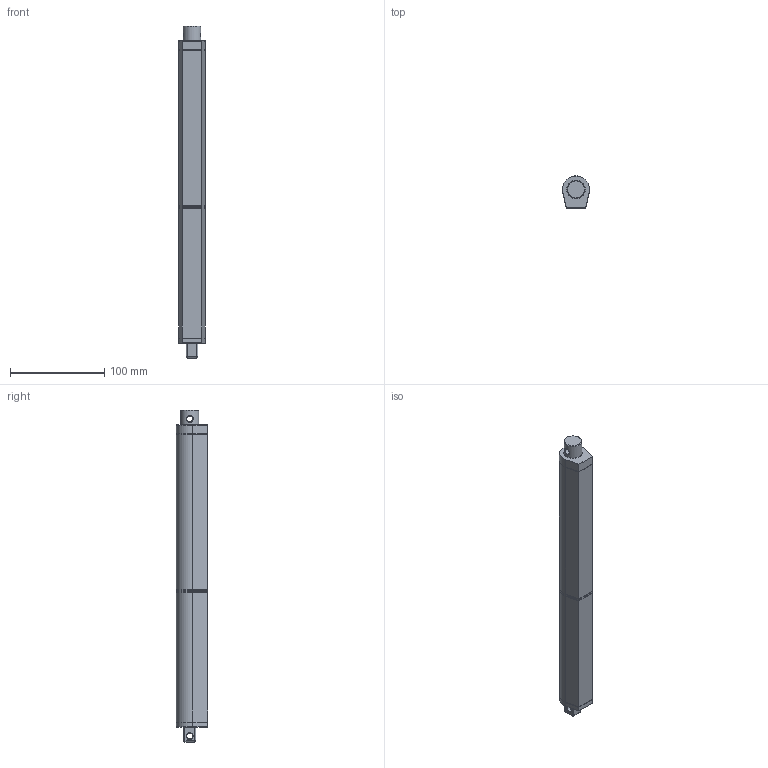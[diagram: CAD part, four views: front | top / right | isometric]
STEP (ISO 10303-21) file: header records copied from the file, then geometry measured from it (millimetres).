
FILE_DESCRIPTION(('FreeCAD Model'),'2;1');
FILE_NAME('FA-RMS-15-12-6.stp','2017-02-24T13:04:13',('Technical Support'),( 'Firgelli Automations Inc'),'Open CASCADE STEP processor 6.8', 'FreeCAD','Unknown');
FILE_SCHEMA(('AUTOMOTIVE_DESIGN_CC2 { 1 2 10303 214 -1 1 5 4 }'));
Length unit declared in the file: millimetre
Products named in the file (1): FA-RMS-15-12-6
Bounding box: 28.74 x 33.49 x 352.49 mm (x, y, z)
Volume: 261317.6 mm3; surface area: 37276.3 mm2
Topology: 1 solids, 1 shells, 97 faces, 221 edges, 136 vertices
Faces by surface type: plane 44, cylinder 37, sphere 8, cone 3, torus 3, bspline 2
Full cylindrical faces by diameter (mm): 6.35 x2, 19.05 x1, 19.558 x1
Entity records: 10705 total; most frequent: CARTESIAN_POINT 6464, DIRECTION 711, ORIENTED_EDGE 442, PCURVE 442, DEFINITIONAL_REPRESENTATION 442, LINE 334, VECTOR 334, EDGE_CURVE 221
